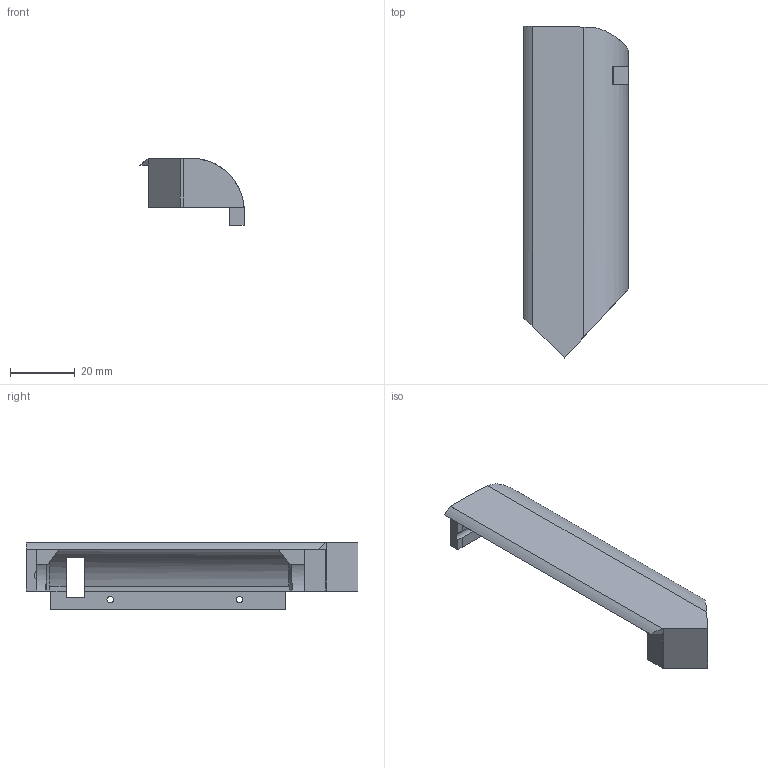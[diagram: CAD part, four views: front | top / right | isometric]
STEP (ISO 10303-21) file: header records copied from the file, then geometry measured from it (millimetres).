
FILE_DESCRIPTION(/* description */ (''),/* implementation_level */ '2;1');
FILE_NAME(/* name */ 'BattLeft.step',/* time_stamp */ '2023-10-27T00:36:00-07:00',/* author */ (''),/* organization */ (''),/* preprocessor_version */ 'ST-DEVELOPER v20',/* originating_system */ 'Autodesk Translation Framework v12.14.0.127',/* authorisation */ '');
FILE_SCHEMA (('AUTOMOTIVE_DESIGN { 1 0 10303 214 3 1 1 }'));
Length unit declared in the file: millimetre
Products named in the file (1): polydactyl-body-right-mod
Bounding box: 32.21 x 102.68 x 20.5 mm (x, y, z)
Volume: 13921.4 mm3; surface area: 10094.5 mm2
Topology: 1 solids, 1 shells, 65 faces, 189 edges, 124 vertices
Faces by surface type: plane 48, cylinder 11, bspline 4, cone 2
Full cylindrical faces by diameter (mm): 2 x2
Entity records: 2343 total; most frequent: CARTESIAN_POINT 609, ORIENTED_EDGE 378, DIRECTION 317, EDGE_CURVE 189, LINE 137, VECTOR 137, VERTEX_POINT 124, AXIS2_PLACEMENT_3D 90
